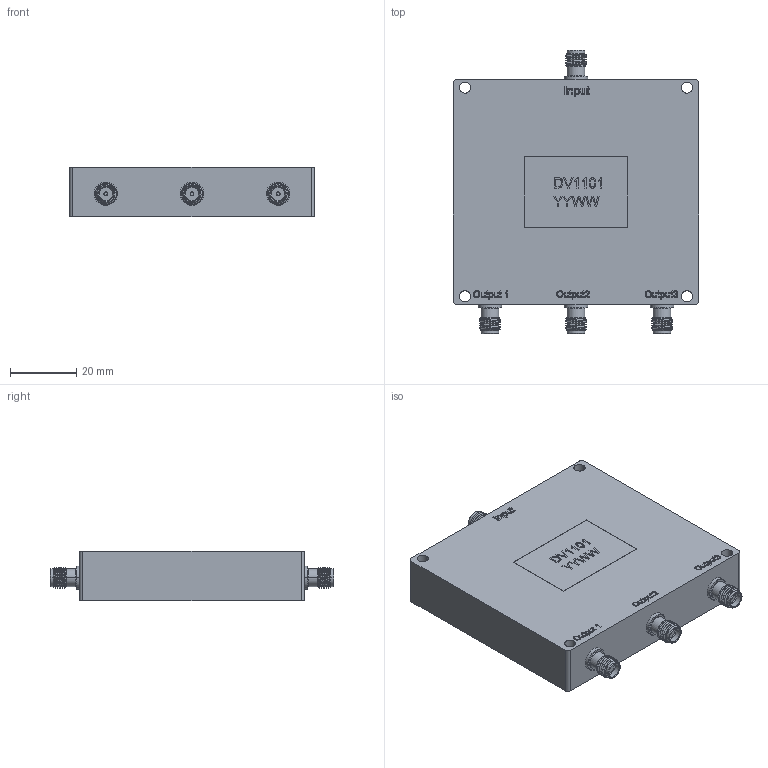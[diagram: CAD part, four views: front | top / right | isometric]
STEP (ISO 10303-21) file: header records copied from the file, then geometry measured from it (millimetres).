
FILE_DESCRIPTION (( 'STEP AP214' ), '1' );
FILE_NAME ('FMDV1101_3D.step', '2023-03-08T23:09:31', ( '' ), ( '' ), 'SwSTEP 2.0', 'SolidWorks 2022', '' );
FILE_SCHEMA (( 'AUTOMOTIVE_DESIGN' ));
Length unit declared in the file: inch
Products named in the file (1): FMDV1101_3D
Bounding box: 74 x 85.7 x 15.08 mm (x, y, z)
Volume: 75754.8 mm3; surface area: 15903.7 mm2
Topology: 1 solids, 1 shells, 710 faces, 1862 edges, 1232 vertices
Faces by surface type: plane 344, bspline 210, cylinder 100, cone 48, torus 8
Entity records: 36301 total; most frequent: CARTESIAN_POINT 20306, ORIENTED_EDGE 3724, DIRECTION 2528, EDGE_CURVE 1862, VERTEX_POINT 1232, VECTOR 1126, LINE 1126, EDGE_LOOP 796
